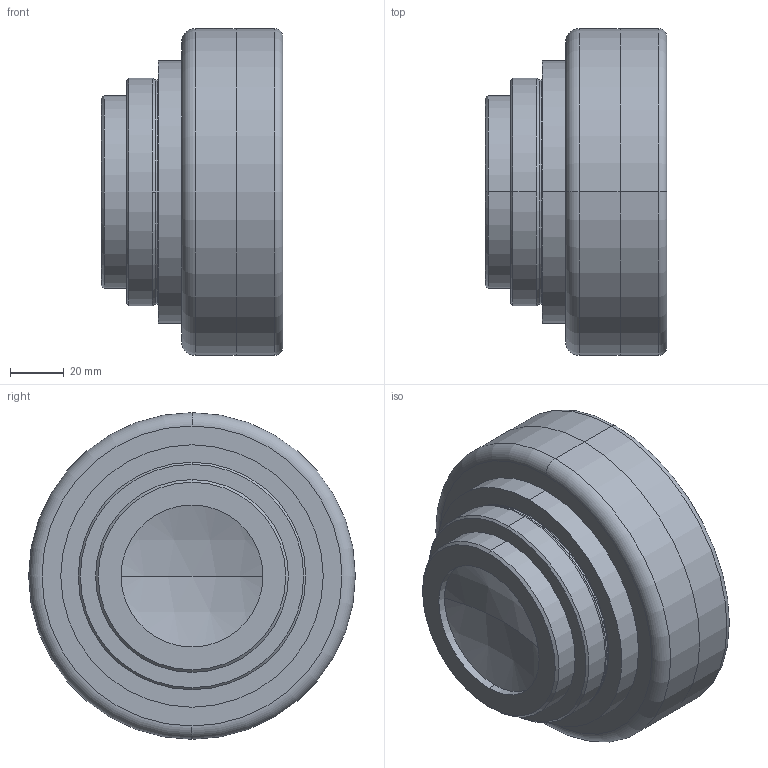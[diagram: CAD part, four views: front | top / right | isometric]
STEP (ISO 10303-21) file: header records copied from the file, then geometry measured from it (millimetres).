
FILE_DESCRIPTION (( 'STEP AP203' ), '1' );
FILE_NAME ('S4LFT1420_328_03.STEP', '2022-03-29T05:15:23', ( '' ), ( '' ), 'SwSTEP 2.0', 'SolidWorks 2021', '' );
FILE_SCHEMA (( 'CONFIG_CONTROL_DESIGN' ));
Length unit declared in the file: millimetre
Products named in the file (6): S4LPG4160_329; S4LFT1420_328_03; 275506; 275508; 321006; S4LDK1420
Assembly tree (5 placements, depth 2):
  S4LFT1420_328_03
    S4LDK1420
    S4LPG4160_329
    321006
    275508
    275506
Bounding box: 67.71 x 122 x 122 mm (x, y, z)
Volume: 194539.9 mm3; surface area: 105308 mm2
Topology: 5 solids, 5 shells, 136 faces, 280 edges, 168 vertices
Faces by surface type: cylinder 52, cone 30, plane 30, torus 20, sphere 4
Entity records: 4262 total; most frequent: DIRECTION 750, CARTESIAN_POINT 592, ORIENTED_EDGE 560, AXIS2_PLACEMENT_3D 326, EDGE_CURVE 280, CIRCLE 182, VERTEX_POINT 168, EDGE_LOOP 156
